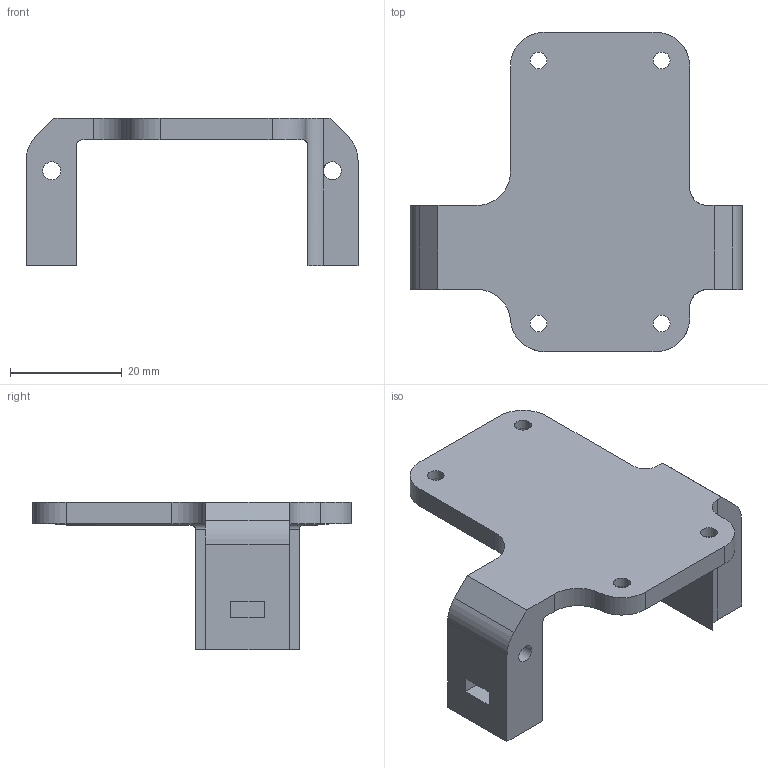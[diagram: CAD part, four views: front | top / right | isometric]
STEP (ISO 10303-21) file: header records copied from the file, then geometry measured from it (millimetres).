
FILE_DESCRIPTION(/* description */ (''),/* implementation_level */ '2;1');
FILE_NAME(/* name */ 'ServoMount_BL150.step',/* time_stamp */ '2025-03-16T10:56:23+01:00',/* author */ (''),/* organization */ (''),/* preprocessor_version */ 'ST-DEVELOPER v20',/* originating_system */ 'Autodesk Translation Framework v13.20.0.188',/* authorisation */ '');
FILE_SCHEMA (('AUTOMOTIVE_DESIGN { 1 0 10303 214 3 1 1 }'));
Length unit declared in the file: millimetre
Products named in the file (1): ServoMount
Bounding box: 59.3 x 57 x 26.29 mm (x, y, z)
Volume: 13081.2 mm3; surface area: 8265.8 mm2
Topology: 1 solids, 1 shells, 67 faces, 177 edges, 118 vertices
Faces by surface type: plane 43, cylinder 24
Full cylindrical faces by diameter (mm): 3 x4, 3.2 x4, 6.515 x4
Entity records: 2177 total; most frequent: CARTESIAN_POINT 401, DIRECTION 355, ORIENTED_EDGE 354, EDGE_CURVE 177, LINE 123, VECTOR 123, VERTEX_POINT 118, AXIS2_PLACEMENT_3D 116
